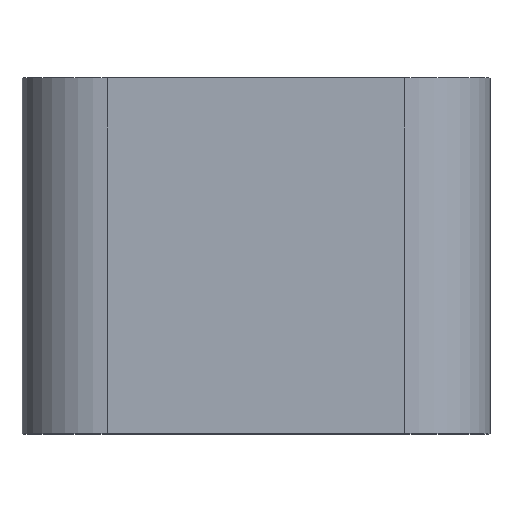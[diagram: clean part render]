
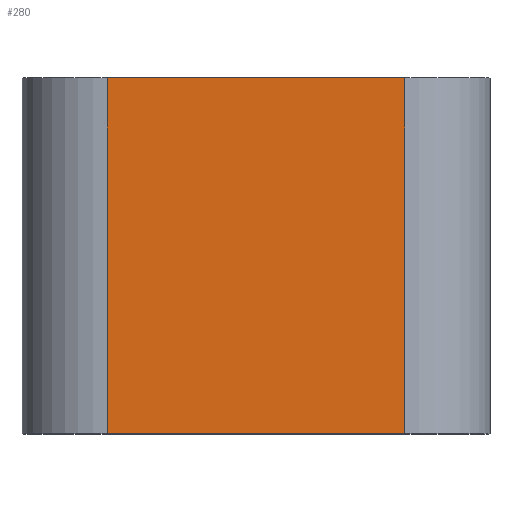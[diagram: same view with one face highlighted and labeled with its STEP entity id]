
A CAD part, top view. The second image highlights one B-rep face of the part: STEP entity #280.
In plain terms, the highlighted planar face has unit normal (0, 0, 1).
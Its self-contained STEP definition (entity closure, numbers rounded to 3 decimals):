
#21 = EDGE_CURVE('',#22,#24,#26,.T.);
#22 = VERTEX_POINT('',#23);
#23 = CARTESIAN_POINT('',(-2.84,0.,1.63));
#24 = VERTEX_POINT('',#25);
#25 = CARTESIAN_POINT('',(-2.84,-6.8,1.63));
#26 = SURFACE_CURVE('',#27,(#31,#42),.PCURVE_S1.);
#27 = LINE('',#28,#29);
#28 = CARTESIAN_POINT('',(-2.84,0.,1.63));
#29 = VECTOR('',#30,1.);
#30 = DIRECTION('',(0.,-1.,0.));
#31 = PCURVE('',#32,#37);
#32 = CYLINDRICAL_SURFACE('',#33,1.63);
#33 = AXIS2_PLACEMENT_3D('',#34,#35,#36);
#34 = CARTESIAN_POINT('',(-2.84,0.,
    0.));
#35 = DIRECTION('',(0.,1.,0.));
#36 = DIRECTION('',(1.,0.,0.));
#37 = DEFINITIONAL_REPRESENTATION('',(#38),#41);
#38 = B_SPLINE_CURVE_WITH_KNOTS('',1,(#39,#40),.UNSPECIFIED.,.F.,.F.,(2,
    2),(0.,6.8),.PIECEWISE_BEZIER_KNOTS.);
#39 = CARTESIAN_POINT('',(-1.571,0.));
#40 = CARTESIAN_POINT('',(-1.571,-6.8));
#41 = ( GEOMETRIC_REPRESENTATION_CONTEXT(2) 
PARAMETRIC_REPRESENTATION_CONTEXT() REPRESENTATION_CONTEXT('2D SPACE',''
  ) );
#42 = PCURVE('',#43,#48);
#43 = PLANE('',#44);
#44 = AXIS2_PLACEMENT_3D('',#45,#46,#47);
#45 = CARTESIAN_POINT('',(-2.84,0.,1.63));
#46 = DIRECTION('',(0.,0.,1.));
#47 = DIRECTION('',(1.,0.,0.));
#48 = DEFINITIONAL_REPRESENTATION('',(#49),#53);
#49 = LINE('',#50,#51);
#50 = CARTESIAN_POINT('',(0.,0.));
#51 = VECTOR('',#52,1.);
#52 = DIRECTION('',(0.,-1.));
#53 = ( GEOMETRIC_REPRESENTATION_CONTEXT(2) 
PARAMETRIC_REPRESENTATION_CONTEXT() REPRESENTATION_CONTEXT('2D SPACE',''
  ) );
#71 = PLANE('',#72);
#72 = AXIS2_PLACEMENT_3D('',#73,#74,#75);
#73 = CARTESIAN_POINT('',(0.,-6.8,0.));
#74 = DIRECTION('',(0.,-1.,0.));
#75 = DIRECTION('',(0.,0.,-1.));
#124 = PLANE('',#125);
#125 = AXIS2_PLACEMENT_3D('',#126,#127,#128);
#126 = CARTESIAN_POINT('',(0.,0.,
    0.));
#127 = DIRECTION('',(0.,-1.,0.));
#128 = DIRECTION('',(0.,0.,-1.));
#179 = CYLINDRICAL_SURFACE('',#180,1.63);
#180 = AXIS2_PLACEMENT_3D('',#181,#182,#183);
#181 = CARTESIAN_POINT('',(2.84,0.,0.));
#182 = DIRECTION('',(0.,1.,0.));
#183 = DIRECTION('',(1.,0.,0.));
#216 = VERTEX_POINT('',#217);
#217 = CARTESIAN_POINT('',(2.84,-6.8,1.63));
#238 = EDGE_CURVE('',#239,#216,#241,.T.);
#239 = VERTEX_POINT('',#240);
#240 = CARTESIAN_POINT('',(2.84,0.,1.63));
#241 = SURFACE_CURVE('',#242,(#246,#252),.PCURVE_S1.);
#242 = LINE('',#243,#244);
#243 = CARTESIAN_POINT('',(2.84,0.,1.63));
#244 = VECTOR('',#245,1.);
#245 = DIRECTION('',(0.,-1.,0.));
#246 = PCURVE('',#179,#247);
#247 = DEFINITIONAL_REPRESENTATION('',(#248),#251);
#248 = B_SPLINE_CURVE_WITH_KNOTS('',1,(#249,#250),.UNSPECIFIED.,.F.,.F.,
  (2,2),(0.,6.8),.PIECEWISE_BEZIER_KNOTS.);
#249 = CARTESIAN_POINT('',(-7.854,0.));
#250 = CARTESIAN_POINT('',(-7.854,-6.8));
#251 = ( GEOMETRIC_REPRESENTATION_CONTEXT(2) 
PARAMETRIC_REPRESENTATION_CONTEXT() REPRESENTATION_CONTEXT('2D SPACE',''
  ) );
#252 = PCURVE('',#43,#253);
#253 = DEFINITIONAL_REPRESENTATION('',(#254),#258);
#254 = LINE('',#255,#256);
#255 = CARTESIAN_POINT('',(5.68,0.));
#256 = VECTOR('',#257,1.);
#257 = DIRECTION('',(0.,-1.));
#258 = ( GEOMETRIC_REPRESENTATION_CONTEXT(2) 
PARAMETRIC_REPRESENTATION_CONTEXT() REPRESENTATION_CONTEXT('2D SPACE',''
  ) );
#280 = ADVANCED_FACE('',(#281),#43,.T.);
#281 = FACE_BOUND('',#282,.T.);
#282 = EDGE_LOOP('',(#283,#284,#305,#306));
#283 = ORIENTED_EDGE('',*,*,#21,.T.);
#284 = ORIENTED_EDGE('',*,*,#285,.T.);
#285 = EDGE_CURVE('',#24,#216,#286,.T.);
#286 = SURFACE_CURVE('',#287,(#291,#298),.PCURVE_S1.);
#287 = LINE('',#288,#289);
#288 = CARTESIAN_POINT('',(-2.84,-6.8,1.63));
#289 = VECTOR('',#290,1.);
#290 = DIRECTION('',(1.,0.,0.));
#291 = PCURVE('',#43,#292);
#292 = DEFINITIONAL_REPRESENTATION('',(#293),#297);
#293 = LINE('',#294,#295);
#294 = CARTESIAN_POINT('',(0.,-6.8));
#295 = VECTOR('',#296,1.);
#296 = DIRECTION('',(1.,0.));
#297 = ( GEOMETRIC_REPRESENTATION_CONTEXT(2) 
PARAMETRIC_REPRESENTATION_CONTEXT() REPRESENTATION_CONTEXT('2D SPACE',''
  ) );
#298 = PCURVE('',#71,#299);
#299 = DEFINITIONAL_REPRESENTATION('',(#300),#304);
#300 = LINE('',#301,#302);
#301 = CARTESIAN_POINT('',(-1.63,-2.84));
#302 = VECTOR('',#303,1.);
#303 = DIRECTION('',(0.,1.));
#304 = ( GEOMETRIC_REPRESENTATION_CONTEXT(2) 
PARAMETRIC_REPRESENTATION_CONTEXT() REPRESENTATION_CONTEXT('2D SPACE',''
  ) );
#305 = ORIENTED_EDGE('',*,*,#238,.F.);
#306 = ORIENTED_EDGE('',*,*,#307,.F.);
#307 = EDGE_CURVE('',#22,#239,#308,.T.);
#308 = SURFACE_CURVE('',#309,(#313,#320),.PCURVE_S1.);
#309 = LINE('',#310,#311);
#310 = CARTESIAN_POINT('',(-2.84,0.,1.63));
#311 = VECTOR('',#312,1.);
#312 = DIRECTION('',(1.,0.,0.));
#313 = PCURVE('',#43,#314);
#314 = DEFINITIONAL_REPRESENTATION('',(#315),#319);
#315 = LINE('',#316,#317);
#316 = CARTESIAN_POINT('',(0.,0.));
#317 = VECTOR('',#318,1.);
#318 = DIRECTION('',(1.,0.));
#319 = ( GEOMETRIC_REPRESENTATION_CONTEXT(2) 
PARAMETRIC_REPRESENTATION_CONTEXT() REPRESENTATION_CONTEXT('2D SPACE',''
  ) );
#320 = PCURVE('',#124,#321);
#321 = DEFINITIONAL_REPRESENTATION('',(#322),#326);
#322 = LINE('',#323,#324);
#323 = CARTESIAN_POINT('',(-1.63,-2.84));
#324 = VECTOR('',#325,1.);
#325 = DIRECTION('',(0.,1.));
#326 = ( GEOMETRIC_REPRESENTATION_CONTEXT(2) 
PARAMETRIC_REPRESENTATION_CONTEXT() REPRESENTATION_CONTEXT('2D SPACE',''
  ) );
